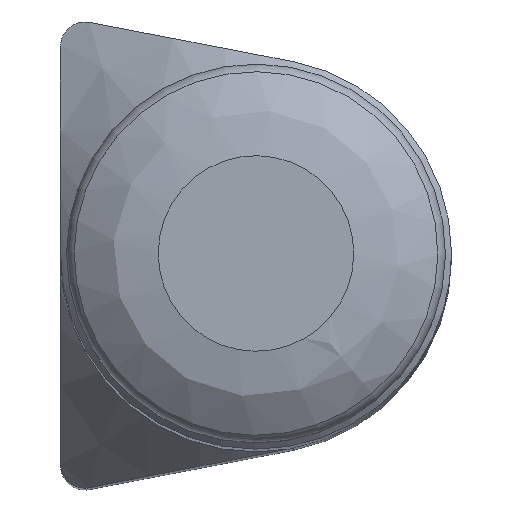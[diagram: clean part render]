
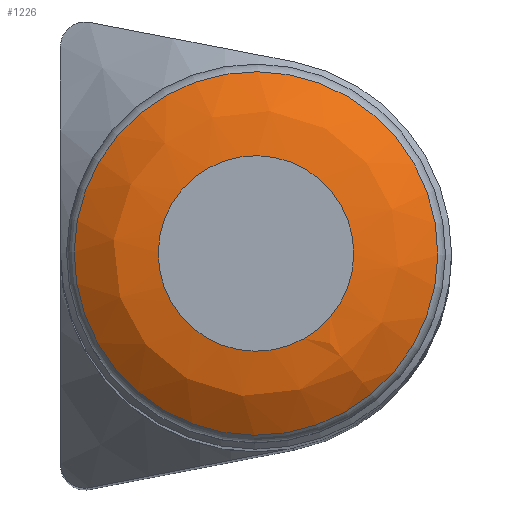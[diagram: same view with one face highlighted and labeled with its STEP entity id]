
A CAD part, top view. The second image highlights one B-rep face of the part: STEP entity #1226.
In plain terms, the highlighted free-form (B-spline) face has degree [2, 2] with [3, 9] control points.
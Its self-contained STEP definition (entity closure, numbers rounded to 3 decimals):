
#44=(
BOUNDED_SURFACE()
B_SPLINE_SURFACE(2,2,((#2250,#2251,#2252,#2253,#2254,#2255,#2256,#2257,
#2258),(#2259,#2260,#2261,#2262,#2263,#2264,#2265,#2266,#2267),(#2268,#2269,
#2270,#2271,#2272,#2273,#2274,#2275,#2276)),.UNSPECIFIED.,.F.,.T.,.F.)
B_SPLINE_SURFACE_WITH_KNOTS((3,3),(3,2,2,2,3),(0.813,1.571),
(-3.142,-1.571,0.,1.571,3.142),
 .UNSPECIFIED.)
GEOMETRIC_REPRESENTATION_ITEM()
RATIONAL_B_SPLINE_SURFACE(((1.,0.707,1.,0.707,1.,
0.707,1.,0.707,1.),(0.929,0.657,
0.929,0.657,0.929,0.657,
0.929,0.657,0.929),(1.,0.707,
1.,0.707,1.,0.707,1.,0.707,1.)))
REPRESENTATION_ITEM('')
SURFACE()
);
#261=FACE_OUTER_BOUND('',#340,.T.);
#340=EDGE_LOOP('',(#935,#936,#937,#938));
#432=CIRCLE('',#1458,7.438);
#434=CIRCLE('',#1460,4.);
#435=CIRCLE('',#1461,5.);
#543=VERTEX_POINT('',#2247);
#544=VERTEX_POINT('',#2277);
#688=EDGE_CURVE('',#543,#543,#432,.T.);
#690=EDGE_CURVE('',#544,#544,#434,.T.);
#691=EDGE_CURVE('',#544,#543,#435,.T.);
#935=ORIENTED_EDGE('',*,*,#690,.F.);
#936=ORIENTED_EDGE('',*,*,#691,.T.);
#937=ORIENTED_EDGE('',*,*,#688,.T.);
#938=ORIENTED_EDGE('',*,*,#691,.F.);
#1226=ADVANCED_FACE('',(#261),#44,.F.);
#1458=AXIS2_PLACEMENT_3D('',#2248,#1722,#1723);
#1460=AXIS2_PLACEMENT_3D('',#2278,#1726,#1727);
#1461=AXIS2_PLACEMENT_3D('',#2279,#1728,#1729);
#1722=DIRECTION('center_axis',(0.,0.,1.));
#1723=DIRECTION('ref_axis',(0.,-1.,0.));
#1726=DIRECTION('center_axis',(0.,0.,1.));
#1727=DIRECTION('ref_axis',(0.,-1.,0.));
#1728=DIRECTION('center_axis',(0.,-1.,0.));
#1729=DIRECTION('ref_axis',(-1.,0.,0.));
#2247=CARTESIAN_POINT('',(-7.438,0.,56.531));
#2248=CARTESIAN_POINT('Origin',(0.,0.,56.531));
#2250=CARTESIAN_POINT('Ctrl Pts',(-7.438,0.,56.531));
#2251=CARTESIAN_POINT('Ctrl Pts',(-7.438,-7.438,56.531));
#2252=CARTESIAN_POINT('Ctrl Pts',(0.,-7.438,56.531));
#2253=CARTESIAN_POINT('Ctrl Pts',(7.438,-7.438,56.531));
#2254=CARTESIAN_POINT('Ctrl Pts',(7.438,0.,56.531));
#2255=CARTESIAN_POINT('Ctrl Pts',(7.438,7.438,56.531));
#2256=CARTESIAN_POINT('Ctrl Pts',(0.,7.438,56.531));
#2257=CARTESIAN_POINT('Ctrl Pts',(-7.438,7.438,56.531));
#2258=CARTESIAN_POINT('Ctrl Pts',(-7.438,0.,56.531));
#2259=CARTESIAN_POINT('Ctrl Pts',(-5.991,0.,57.9));
#2260=CARTESIAN_POINT('Ctrl Pts',(-5.991,-5.991,57.9));
#2261=CARTESIAN_POINT('Ctrl Pts',(0.,-5.991,57.9));
#2262=CARTESIAN_POINT('Ctrl Pts',(5.991,-5.991,57.9));
#2263=CARTESIAN_POINT('Ctrl Pts',(5.991,0.,57.9));
#2264=CARTESIAN_POINT('Ctrl Pts',(5.991,5.991,57.9));
#2265=CARTESIAN_POINT('Ctrl Pts',(0.,5.991,57.9));
#2266=CARTESIAN_POINT('Ctrl Pts',(-5.991,5.991,57.9));
#2267=CARTESIAN_POINT('Ctrl Pts',(-5.991,0.,57.9));
#2268=CARTESIAN_POINT('Ctrl Pts',(-4.,0.,57.9));
#2269=CARTESIAN_POINT('Ctrl Pts',(-4.,-4.,57.9));
#2270=CARTESIAN_POINT('Ctrl Pts',(0.,-4.,57.9));
#2271=CARTESIAN_POINT('Ctrl Pts',(4.,-4.,57.9));
#2272=CARTESIAN_POINT('Ctrl Pts',(4.,0.,57.9));
#2273=CARTESIAN_POINT('Ctrl Pts',(4.,4.,57.9));
#2274=CARTESIAN_POINT('Ctrl Pts',(0.,4.,57.9));
#2275=CARTESIAN_POINT('Ctrl Pts',(-4.,4.,57.9));
#2276=CARTESIAN_POINT('Ctrl Pts',(-4.,0.,57.9));
#2277=CARTESIAN_POINT('',(-4.,0.,57.9));
#2278=CARTESIAN_POINT('Origin',(0.,0.,57.9));
#2279=CARTESIAN_POINT('Origin',(-4.,0.,52.9));
